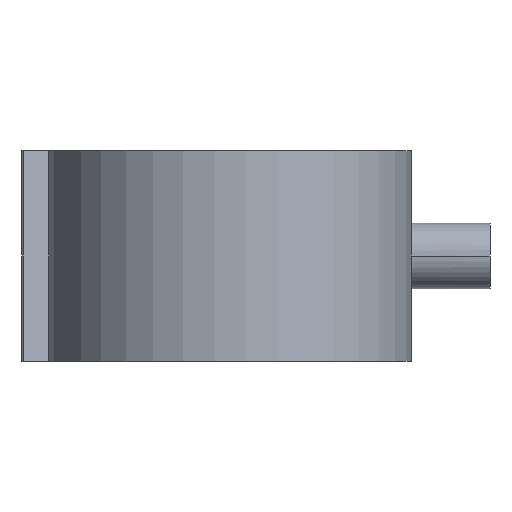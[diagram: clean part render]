
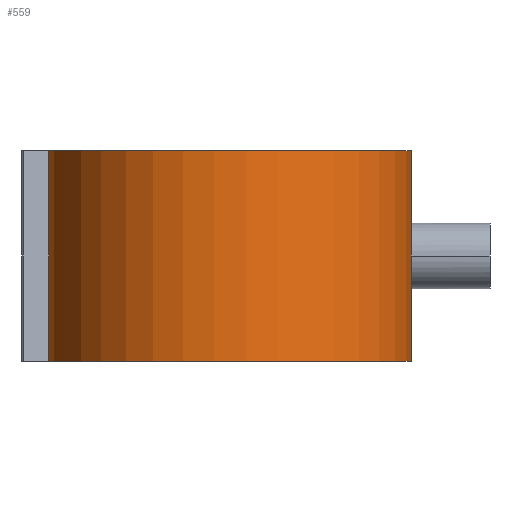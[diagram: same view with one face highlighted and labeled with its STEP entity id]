
A CAD part, front view. The second image highlights one B-rep face of the part: STEP entity #559.
In plain terms, the highlighted cylindrical face has radius 110.667 mm (diameter 221.333 mm), a partial arc.
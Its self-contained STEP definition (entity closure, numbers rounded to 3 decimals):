
#289 = EDGE_CURVE( '', #575, #363, #679, .T. );
#363 = VERTEX_POINT( '', #762 );
#367 = EDGE_CURVE( '', #575, #405, #766, .T. );
#405 = VERTEX_POINT( '', #810 );
#427 = EDGE_CURVE( '', #363, #571, #833, .T. );
#551 = EDGE_CURVE( '', #571, #405, #969, .T. );
#559 = ADVANCED_FACE( '', ( #980 ), #981, .T. );
#571 = VERTEX_POINT( '', #996 );
#575 = VERTEX_POINT( '', #1000 );
#679 = LINE( '', #1352, #1353 );
#762 = CARTESIAN_POINT( '', ( -110.249, -9.6, -64. ) );
#766 = CIRCLE( '', #1620, 110.667 );
#810 = CARTESIAN_POINT( '', ( 110.249, 9.6, 64. ) );
#833 = CIRCLE( '', #1790, 110.667 );
#969 = LINE( '', #2121, #2122 );
#980 = FACE_OUTER_BOUND( '', #2171, .T. );
#981 = CYLINDRICAL_SURFACE( '', #2172, 110.667 );
#996 = CARTESIAN_POINT( '', ( 110.249, 9.6, -64. ) );
#1000 = CARTESIAN_POINT( '', ( -110.249, -9.6, 64. ) );
#1352 = CARTESIAN_POINT( '', ( -110.249, -9.6, 64. ) );
#1353 = VECTOR( '', #2272, 1. );
#1620 = AXIS2_PLACEMENT_3D( '', #2375, #2376, #2377 );
#1790 = AXIS2_PLACEMENT_3D( '', #2477, #2478, #2479 );
#2121 = CARTESIAN_POINT( '', ( 110.249, 9.6, 64. ) );
#2122 = VECTOR( '', #2614, 1. );
#2171 = EDGE_LOOP( '', ( #2632, #2633, #2634, #2635 ) );
#2172 = AXIS2_PLACEMENT_3D( '', #2636, #2637, #2638 );
#2272 = DIRECTION( '', ( 0., 0., -1. ) );
#2375 = CARTESIAN_POINT( '', ( 0., 0., 64. ) );
#2376 = DIRECTION( '', ( 0., 0., 1. ) );
#2377 = DIRECTION( '', ( -0.996, -0.087, 0. ) );
#2477 = CARTESIAN_POINT( '', ( 0., 0., -64. ) );
#2478 = DIRECTION( '', ( 0., 0., 1. ) );
#2479 = DIRECTION( '', ( -0.996, -0.087, 0. ) );
#2614 = DIRECTION( '', ( 0., 0., 1. ) );
#2632 = ORIENTED_EDGE( '', *, *, #551, .T. );
#2633 = ORIENTED_EDGE( '', *, *, #367, .F. );
#2634 = ORIENTED_EDGE( '', *, *, #289, .T. );
#2635 = ORIENTED_EDGE( '', *, *, #427, .T. );
#2636 = CARTESIAN_POINT( '', ( 0., 0., 64. ) );
#2637 = DIRECTION( '', ( 0., 0., 1. ) );
#2638 = DIRECTION( '', ( -0.996, -0.087, 0. ) );
